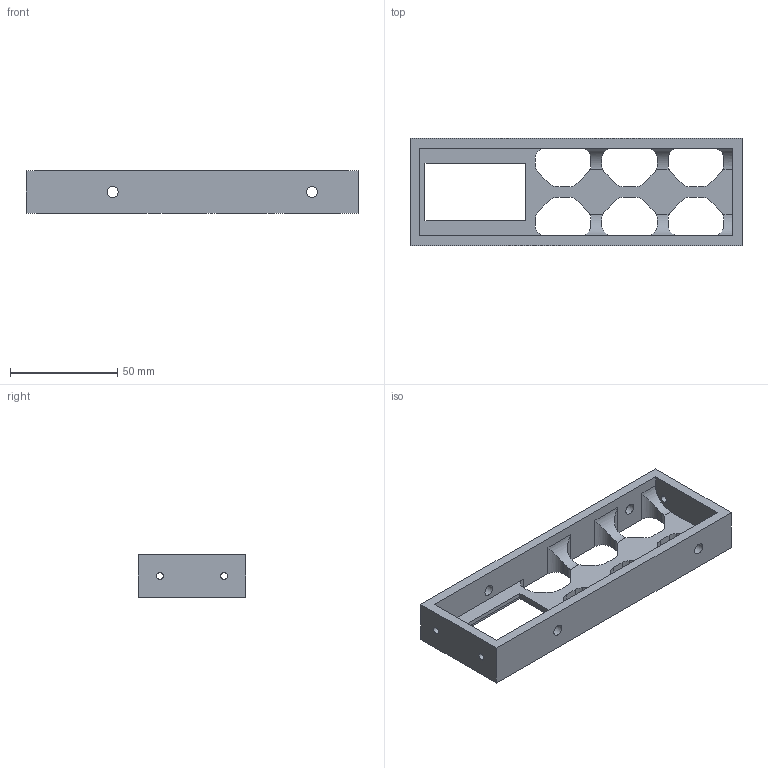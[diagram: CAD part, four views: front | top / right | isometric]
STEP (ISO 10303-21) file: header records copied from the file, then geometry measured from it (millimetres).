
FILE_DESCRIPTION(/* description */ (''),/* implementation_level */ '2;1');
FILE_NAME(/* name */ 'Grill_MAINS v1.step',/* time_stamp */ '2021-08-29T19:40:09+02:00',/* author */ (''),/* organization */ (''),/* preprocessor_version */ 'ST-DEVELOPER v18.1',/* originating_system */ 'Autodesk Translation Framework v10.10.0.1391',/* authorisation */ '');
FILE_SCHEMA (('AUTOMOTIVE_DESIGN { 1 0 10303 214 3 1 1 }'));
Length unit declared in the file: millimetre
Products named in the file (1): Grill_MAINS
Bounding box: 155 x 50 x 20 mm (x, y, z)
Volume: 46585.9 mm3; surface area: 25214.8 mm2
Topology: 1 solids, 1 shells, 100 faces, 306 edges, 204 vertices
Faces by surface type: plane 50, cylinder 50
Full cylindrical faces by diameter (mm): 3.2 x4, 5.2 x4
Entity records: 3633 total; most frequent: CARTESIAN_POINT 751, ORIENTED_EDGE 612, DIRECTION 578, EDGE_CURVE 306, VERTEX_POINT 204, LINE 196, VECTOR 196, AXIS2_PLACEMENT_3D 191
